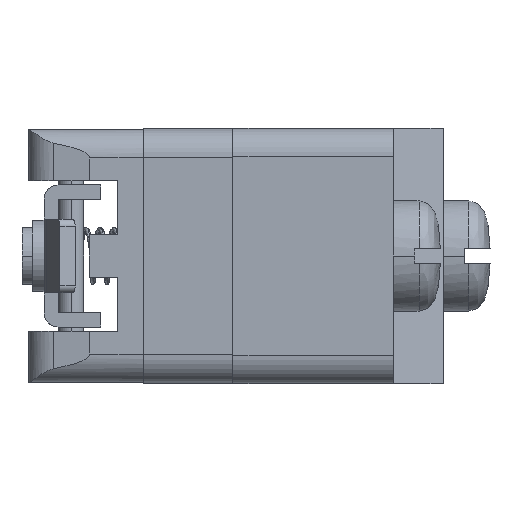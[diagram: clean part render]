
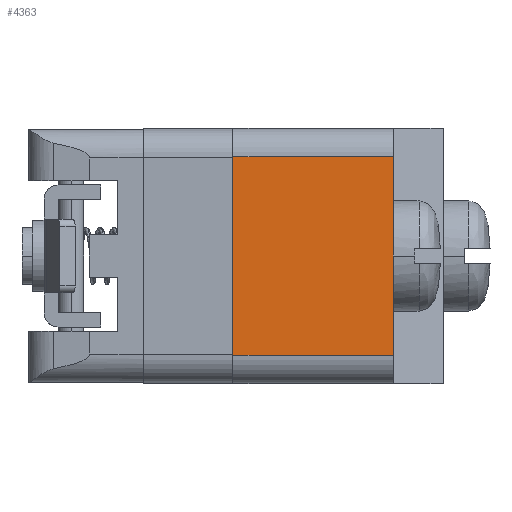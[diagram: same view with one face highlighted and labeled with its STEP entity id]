
A CAD part, left-side view. The second image highlights one B-rep face of the part: STEP entity #4363.
In plain terms, the highlighted planar face has unit normal (-1, 0, 0).
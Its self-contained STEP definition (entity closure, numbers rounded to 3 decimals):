
#146=DIRECTION('',(0.,0.,1.));
#147=VECTOR('',#146,14.);
#148=CARTESIAN_POINT('',(-25.,14.8,-7.));
#149=LINE('',#148,#147);
#208=DIRECTION('',(0.,-1.,0.));
#209=VECTOR('',#208,11.3);
#210=CARTESIAN_POINT('',(-25.,14.8,-7.));
#211=LINE('',#210,#209);
#212=DIRECTION('',(0.,-1.,0.));
#213=VECTOR('',#212,11.3);
#214=CARTESIAN_POINT('',(-25.,14.8,7.));
#215=LINE('',#214,#213);
#216=DIRECTION('',(0.,0.,1.));
#217=VECTOR('',#216,14.);
#218=CARTESIAN_POINT('',(-25.,3.5,-7.));
#219=LINE('',#218,#217);
#3480=CARTESIAN_POINT('',(-25.,14.8,-7.));
#3481=CARTESIAN_POINT('',(-25.,3.5,-7.));
#3482=VERTEX_POINT('',#3480);
#3483=VERTEX_POINT('',#3481);
#3500=CARTESIAN_POINT('',(-25.,3.5,7.));
#3501=VERTEX_POINT('',#3500);
#3502=CARTESIAN_POINT('',(-25.,14.8,7.));
#3503=VERTEX_POINT('',#3502);
#4352=CARTESIAN_POINT('',(-25.,0.,-9.));
#4353=DIRECTION('',(-1.,0.,0.));
#4354=DIRECTION('',(0.,0.,1.));
#4355=AXIS2_PLACEMENT_3D('',#4352,#4353,#4354);
#4356=PLANE('',#4355);
#4357=ORIENTED_EDGE('',*,*,#4345,.F.);
#4358=ORIENTED_EDGE('',*,*,#4273,.T.);
#4359=ORIENTED_EDGE('',*,*,#4312,.T.);
#4360=ORIENTED_EDGE('',*,*,#4324,.F.);
#4361=EDGE_LOOP('',(#4357,#4358,#4359,#4360));
#4362=FACE_OUTER_BOUND('',#4361,.F.);
#4273=EDGE_CURVE('',#3482,#3503,#149,.T.);
#4312=EDGE_CURVE('',#3503,#3501,#215,.T.);
#4324=EDGE_CURVE('',#3483,#3501,#219,.T.);
#4345=EDGE_CURVE('',#3482,#3483,#211,.T.);
#4363=ADVANCED_FACE('',(#4362),#4356,.T.);
